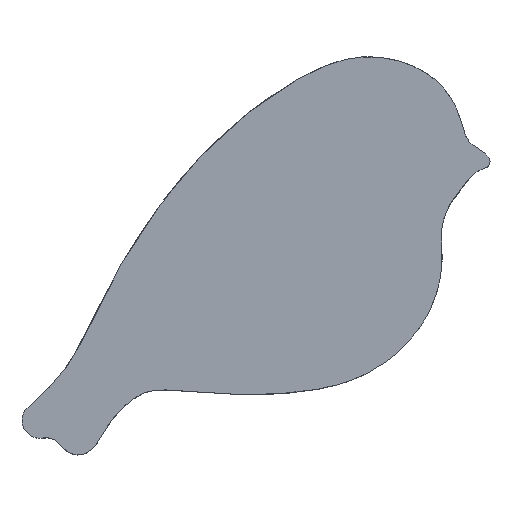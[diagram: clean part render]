
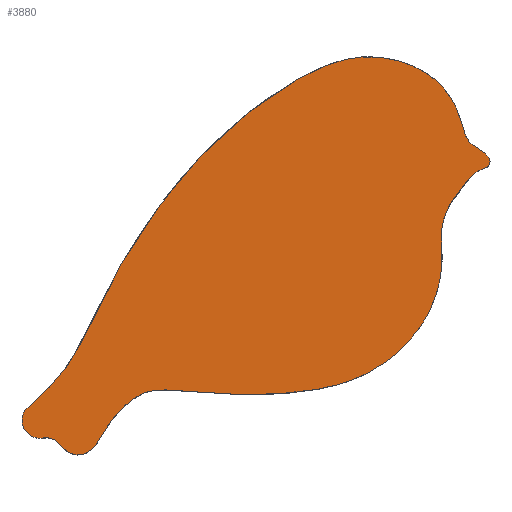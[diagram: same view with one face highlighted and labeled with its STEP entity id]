
A CAD part, top view. The second image highlights one B-rep face of the part: STEP entity #3880.
In plain terms, the highlighted planar face has unit normal (0, 0, 1).
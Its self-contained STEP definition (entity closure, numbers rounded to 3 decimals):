
#31 = DIRECTION ( 'NONE',  ( 1., 0., 0. ) ) ;
#138 = ORIENTED_EDGE ( 'NONE', *, *, #523, .F. ) ;
#187 = CARTESIAN_POINT ( 'NONE',  ( 19.469, 7.954, 15. ) ) ;
#296 = VERTEX_POINT ( 'NONE', #2403 ) ;
#339 = CARTESIAN_POINT ( 'NONE',  ( 68.714, 39.924, 15. ) ) ;
#356 = CARTESIAN_POINT ( 'NONE',  ( 62.203, 23.947, 15. ) ) ;
#371 = EDGE_CURVE ( 'NONE', #432, #3591, #2033, .T. ) ;
#388 = CARTESIAN_POINT ( 'NONE',  ( 6.475, 4.807, 15. ) ) ;
#432 = VERTEX_POINT ( 'NONE', #3368 ) ;
#512 = B_SPLINE_CURVE_WITH_KNOTS ( 'NONE', 3,
 ( #2776, #2251, #6133, #6153, #776, #2312, #1294, #1312, #5633, #3238, #3756, #4685, #1796, #3695, #2714, #1269, #339, #2734, #6111, #5190, #2273, #3734, #3260, #2794, #356, #838, #4237, #3082, #1330, #4724, #187, #1817, #5208, #5693, #4059, #1155, #4551, #1644, #5127, #2229, #5612, #4784, #6243 ),
 .UNSPECIFIED., .F., .F.,
 ( 4, 1, 1, 1, 1, 1, 1, 1, 1, 1, 1, 1, 1, 1, 1, 1, 1, 1, 1, 1, 1, 1, 1, 1, 1, 1, 1, 1, 1, 1, 1, 1, 1, 1, 1, 1, 1, 1, 1, 1, 4 ),
 ( 0.018, 0.054, 0.104, 0.179, 0.322, 0.372, 0.408, 0.434, 0.466, 0.475, 0.484, 0.491, 0.499, 0.501, 0.504, 0.508, 0.511, 0.514, 0.522, 0.533, 0.546, 0.569, 0.579, 0.603, 0.629, 0.697, 0.734, 0.825, 0.849, 0.855, 0.875, 0.888, 0.905, 0.914, 0.922, 0.928, 0.933, 0.938, 0.944, 0.945, 0.949 ),
 .UNSPECIFIED. ) ;
#523 = EDGE_CURVE ( 'NONE', #3591, #5156, #5591, .T. ) ;
#529 = DIRECTION ( 'NONE',  ( 0., 0., -1. ) ) ;
#551 = CARTESIAN_POINT ( 'NONE',  ( 6.543, 4.737, 15. ) ) ;
#637 = CARTESIAN_POINT ( 'NONE',  ( 0., 0., 15. ) ) ;
#776 = CARTESIAN_POINT ( 'NONE',  ( 23.485, 36.649, 15. ) ) ;
#838 = CARTESIAN_POINT ( 'NONE',  ( 59.596, 16.743, 15. ) ) ;
#1155 = CARTESIAN_POINT ( 'NONE',  ( 11.203, -0.073, 15. ) ) ;
#1196 = CARTESIAN_POINT ( 'NONE',  ( 6.101, 2.378, 15. ) ) ;
#1234 = CIRCLE ( 'NONE', #1279, 2.4 ) ;
#1269 = CARTESIAN_POINT ( 'NONE',  ( 69.053, 40.55, 15. ) ) ;
#1279 = AXIS2_PLACEMENT_3D ( 'NONE', #388, #6148, #2309 ) ;
#1294 = CARTESIAN_POINT ( 'NONE',  ( 49.56, 55.818, 15. ) ) ;
#1312 = CARTESIAN_POINT ( 'NONE',  ( 56.984, 54.865, 15. ) ) ;
#1330 = CARTESIAN_POINT ( 'NONE',  ( 30.484, 8.426, 15. ) ) ;
#1644 = CARTESIAN_POINT ( 'NONE',  ( 9.449, 1.376, 15. ) ) ;
#1796 = CARTESIAN_POINT ( 'NONE',  ( 67.46, 42.414, 15. ) ) ;
#1817 = CARTESIAN_POINT ( 'NONE',  ( 17.611, 6.188, 15. ) ) ;
#2033 = CIRCLE ( 'NONE', #4925, 2.4 ) ;
#2078 = CIRCLE ( 'NONE', #3139, 2.4 ) ;
#2094 = DIRECTION ( 'NONE',  ( 0., 0., 1. ) ) ;
#2229 = CARTESIAN_POINT ( 'NONE',  ( 7.914, 2.4, 15. ) ) ;
#2249 = EDGE_CURVE ( 'NONE', #4269, #296, #2078, .T. ) ;
#2251 = CARTESIAN_POINT ( 'NONE',  ( 6.77, 8.171, 15. ) ) ;
#2273 = CARTESIAN_POINT ( 'NONE',  ( 64.91, 36.804, 15. ) ) ;
#2309 = DIRECTION ( 'NONE',  ( 1., 0., 0. ) ) ;
#2312 = CARTESIAN_POINT ( 'NONE',  ( 35.853, 49.258, 15. ) ) ;
#2403 = CARTESIAN_POINT ( 'NONE',  ( 4.075, 4.807, 15. ) ) ;
#2499 = EDGE_LOOP ( 'NONE', ( #4920, #6257, #4800, #138, #6265 ) ) ;
#2603 = FACE_OUTER_BOUND ( 'NONE', #2499, .T. ) ;
#2714 = CARTESIAN_POINT ( 'NONE',  ( 68.893, 41.147, 15. ) ) ;
#2734 = CARTESIAN_POINT ( 'NONE',  ( 68.127, 39.684, 15. ) ) ;
#2776 = CARTESIAN_POINT ( 'NONE',  ( 4.942, 6.654, 15. ) ) ;
#2794 = CARTESIAN_POINT ( 'NONE',  ( 62.437, 27.88, 15. ) ) ;
#3068 = CARTESIAN_POINT ( 'NONE',  ( 6.475, 4.807, 15. ) ) ;
#3082 = CARTESIAN_POINT ( 'NONE',  ( 40.212, 7.939, 15. ) ) ;
#3139 = AXIS2_PLACEMENT_3D ( 'NONE', #3068, #5935, #4454 ) ;
#3238 = CARTESIAN_POINT ( 'NONE',  ( 64.676, 47.871, 15. ) ) ;
#3260 = CARTESIAN_POINT ( 'NONE',  ( 62.076, 31.512, 15. ) ) ;
#3368 = CARTESIAN_POINT ( 'NONE',  ( 6.717, 2.343, 15. ) ) ;
#3502 = CARTESIAN_POINT ( 'NONE',  ( 4.942, 6.654, 15. ) ) ;
#3503 = AXIS2_PLACEMENT_3D ( 'NONE', #5356, #529, #31 ) ;
#3591 = VERTEX_POINT ( 'NONE', #1196 ) ;
#3695 = CARTESIAN_POINT ( 'NONE',  ( 68.428, 41.808, 15. ) ) ;
#3734 = CARTESIAN_POINT ( 'NONE',  ( 63.026, 34.457, 15. ) ) ;
#3756 = CARTESIAN_POINT ( 'NONE',  ( 65.323, 44.742, 15. ) ) ;
#3880 = ADVANCED_FACE ( 'NONE', ( #2603 ), #4482, .T. ) ;
#4012 = DIRECTION ( 'NONE',  ( 1., 0., 0. ) ) ;
#4059 = CARTESIAN_POINT ( 'NONE',  ( 12.763, 0.026, 15. ) ) ;
#4237 = CARTESIAN_POINT ( 'NONE',  ( 52.629, 10.702, 15. ) ) ;
#4269 = VERTEX_POINT ( 'NONE', #3502 ) ;
#4392 = DIRECTION ( 'NONE',  ( 1., 0., 0. ) ) ;
#4454 = DIRECTION ( 'NONE',  ( 1., 0., 0. ) ) ;
#4482 = PLANE ( 'NONE',  #5090 ) ;
#4551 = CARTESIAN_POINT ( 'NONE',  ( 10.157, 0.631, 15. ) ) ;
#4663 = CARTESIAN_POINT ( 'NONE',  ( 4.102, 4.447, 15. ) ) ;
#4685 = CARTESIAN_POINT ( 'NONE',  ( 66.102, 43.201, 15. ) ) ;
#4724 = CARTESIAN_POINT ( 'NONE',  ( 22.464, 9.228, 15. ) ) ;
#4784 = CARTESIAN_POINT ( 'NONE',  ( 6.925, 2.359, 15. ) ) ;
#4800 = ORIENTED_EDGE ( 'NONE', *, *, #5725, .T. ) ;
#4920 = ORIENTED_EDGE ( 'NONE', *, *, #5277, .F. ) ;
#4925 = AXIS2_PLACEMENT_3D ( 'NONE', #551, #4948, #4392 ) ;
#4948 = DIRECTION ( 'NONE',  ( 0., 0., -1. ) ) ;
#5090 = AXIS2_PLACEMENT_3D ( 'NONE', #637, #2094, #4012 ) ;
#5127 = CARTESIAN_POINT ( 'NONE',  ( 8.693, 2.08, 15. ) ) ;
#5156 = VERTEX_POINT ( 'NONE', #4663 ) ;
#5190 = CARTESIAN_POINT ( 'NONE',  ( 66.101, 38.519, 15. ) ) ;
#5208 = CARTESIAN_POINT ( 'NONE',  ( 15.593, 3.704, 15. ) ) ;
#5277 = EDGE_CURVE ( 'NONE', #4269, #432, #512, .T. ) ;
#5356 = CARTESIAN_POINT ( 'NONE',  ( 6.558, 4.82, 15. ) ) ;
#5591 = CIRCLE ( 'NONE', #3503, 2.484 ) ;
#5612 = CARTESIAN_POINT ( 'NONE',  ( 7.248, 2.378, 15. ) ) ;
#5633 = CARTESIAN_POINT ( 'NONE',  ( 62.342, 51.82, 15. ) ) ;
#5693 = CARTESIAN_POINT ( 'NONE',  ( 14.555, 1.395, 15. ) ) ;
#5725 = EDGE_CURVE ( 'NONE', #296, #5156, #1234, .T. ) ;
#5935 = DIRECTION ( 'NONE',  ( 0., 0., 1. ) ) ;
#6111 = CARTESIAN_POINT ( 'NONE',  ( 67.282, 39.458, 15. ) ) ;
#6133 = CARTESIAN_POINT ( 'NONE',  ( 10.809, 12.113, 15. ) ) ;
#6148 = DIRECTION ( 'NONE',  ( 0., 0., 1. ) ) ;
#6153 = CARTESIAN_POINT ( 'NONE',  ( 15.058, 21.677, 15. ) ) ;
#6243 = CARTESIAN_POINT ( 'NONE',  ( 6.717, 2.343, 15. ) ) ;
#6257 = ORIENTED_EDGE ( 'NONE', *, *, #2249, .T. ) ;
#6265 = ORIENTED_EDGE ( 'NONE', *, *, #371, .F. ) ;
